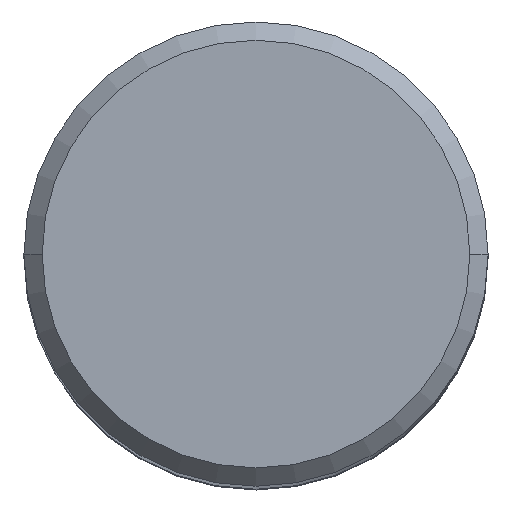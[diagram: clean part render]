
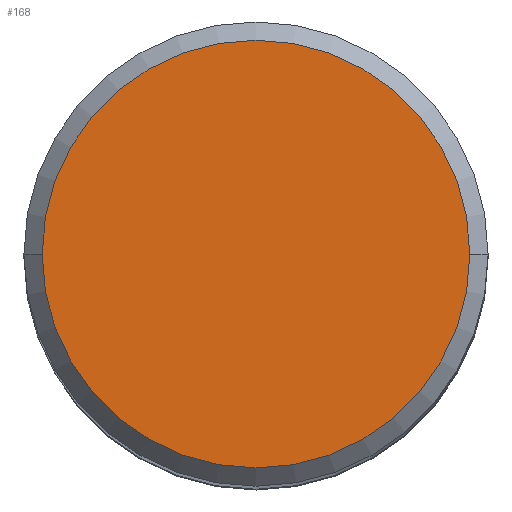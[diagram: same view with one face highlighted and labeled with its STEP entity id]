
A CAD part, top view. The second image highlights one B-rep face of the part: STEP entity #168.
In plain terms, the highlighted planar face has unit normal (0, 0, 1).
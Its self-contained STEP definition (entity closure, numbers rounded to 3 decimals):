
#114=FACE_OUTER_BOUND('',#240,.T.);
#168=ADVANCED_FACE('',(#114),#198,.F.);
#198=PLANE('',#1103);
#240=EDGE_LOOP('',(#384,#385));
#384=ORIENTED_EDGE('',*,*,#654,.T.);
#385=ORIENTED_EDGE('',*,*,#653,.T.);
#553=VERTEX_POINT('',#1704);
#555=VERTEX_POINT('',#1708);
#653=EDGE_CURVE('',#553,#555,#784,.T.);
#654=EDGE_CURVE('',#555,#553,#785,.T.);
#784=CIRCLE('',#1100,11.7);
#785=CIRCLE('',#1102,11.7);
#1100=AXIS2_PLACEMENT_3D('',#1709,#1391,#1392);
#1102=AXIS2_PLACEMENT_3D('',#1711,#1395,#1396);
#1103=AXIS2_PLACEMENT_3D('',#1712,#1397,#1398);
#1391=DIRECTION('',(0.,0.,1.));
#1392=DIRECTION('',(1.,0.,0.));
#1395=DIRECTION('',(0.,0.,1.));
#1396=DIRECTION('',(-1.,0.,0.));
#1397=DIRECTION('',(0.,0.,-1.));
#1398=DIRECTION('',(1.,0.,0.));
#1704=CARTESIAN_POINT('',(11.7,0.,43.656));
#1708=CARTESIAN_POINT('',(-11.7,0.,43.656));
#1709=CARTESIAN_POINT('',(0.,0.,43.656));
#1711=CARTESIAN_POINT('',(0.,0.,43.656));
#1712=CARTESIAN_POINT('',(0.,0.,43.656));
